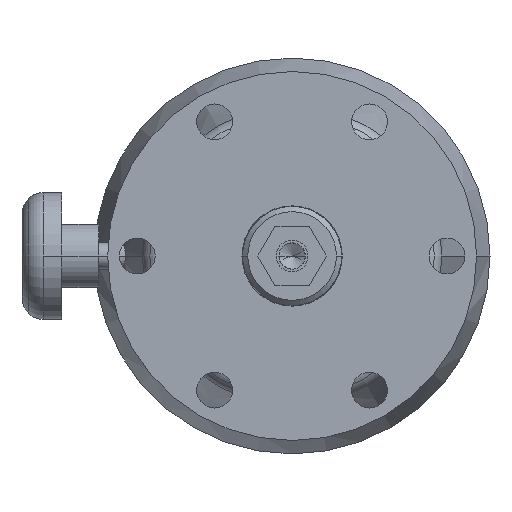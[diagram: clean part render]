
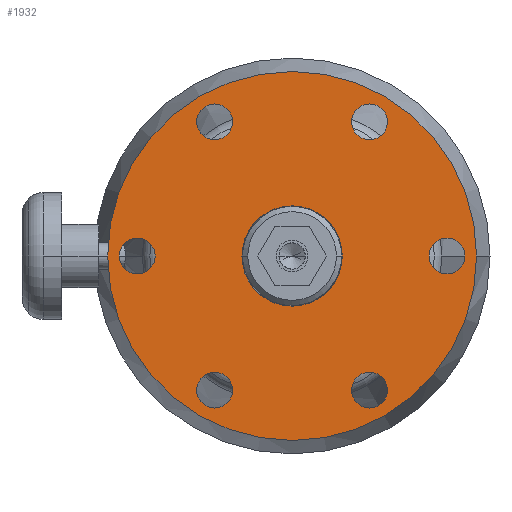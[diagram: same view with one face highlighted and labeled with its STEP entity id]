
A CAD part, left-side view. The second image highlights one B-rep face of the part: STEP entity #1932.
In plain terms, the highlighted planar face has unit normal (-1, 0, 0).
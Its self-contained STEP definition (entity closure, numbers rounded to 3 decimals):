
#181=CARTESIAN_POINT('',(-355.,0.,0.));
#182=DIRECTION('',(1.,0.,0.));
#183=DIRECTION('',(0.,-1.,0.));
#184=AXIS2_PLACEMENT_3D('',#181,#182,#183);
#186=CARTESIAN_POINT('',(-355.,0.,0.));
#187=DIRECTION('',(1.,0.,0.));
#188=DIRECTION('',(0.,1.,0.));
#189=AXIS2_PLACEMENT_3D('',#186,#187,#188);
#191=CARTESIAN_POINT('',(-355.,29.35,0.));
#192=DIRECTION('',(-1.,0.,0.));
#193=DIRECTION('',(0.,0.,-1.));
#194=AXIS2_PLACEMENT_3D('',#191,#192,#193);
#196=CARTESIAN_POINT('',(-355.,29.35,0.));
#197=DIRECTION('',(-1.,0.,0.));
#198=DIRECTION('',(0.,0.,1.));
#199=AXIS2_PLACEMENT_3D('',#196,#197,#198);
#201=CARTESIAN_POINT('',(-355.,-14.675,25.418));
#202=DIRECTION('',(-1.,0.,0.));
#203=DIRECTION('',(0.,0.866,0.5));
#204=AXIS2_PLACEMENT_3D('',#201,#202,#203);
#206=CARTESIAN_POINT('',(-355.,-14.675,25.418));
#207=DIRECTION('',(-1.,0.,0.));
#208=DIRECTION('',(0.,-0.866,-0.5));
#209=AXIS2_PLACEMENT_3D('',#206,#207,#208);
#211=CARTESIAN_POINT('',(-355.,14.675,25.418));
#212=DIRECTION('',(-1.,0.,0.));
#213=DIRECTION('',(0.,0.866,-0.5));
#214=AXIS2_PLACEMENT_3D('',#211,#212,#213);
#216=CARTESIAN_POINT('',(-355.,14.675,25.418));
#217=DIRECTION('',(-1.,0.,0.));
#218=DIRECTION('',(0.,-0.866,0.5));
#219=AXIS2_PLACEMENT_3D('',#216,#217,#218);
#221=CARTESIAN_POINT('',(-355.,-29.35,0.));
#222=DIRECTION('',(-1.,0.,0.));
#223=DIRECTION('',(0.,0.,1.));
#224=AXIS2_PLACEMENT_3D('',#221,#222,#223);
#226=CARTESIAN_POINT('',(-355.,-29.35,0.));
#227=DIRECTION('',(-1.,0.,0.));
#228=DIRECTION('',(0.,0.,-1.));
#229=AXIS2_PLACEMENT_3D('',#226,#227,#228);
#231=CARTESIAN_POINT('',(-355.,-14.675,-25.418));
#232=DIRECTION('',(-1.,0.,0.));
#233=DIRECTION('',(0.,-0.866,0.5));
#234=AXIS2_PLACEMENT_3D('',#231,#232,#233);
#236=CARTESIAN_POINT('',(-355.,-14.675,-25.418));
#237=DIRECTION('',(-1.,0.,0.));
#238=DIRECTION('',(0.,0.866,-0.5));
#239=AXIS2_PLACEMENT_3D('',#236,#237,#238);
#241=CARTESIAN_POINT('',(-355.,14.675,-25.418));
#242=DIRECTION('',(-1.,0.,0.));
#243=DIRECTION('',(0.,-0.866,-0.5));
#244=AXIS2_PLACEMENT_3D('',#241,#242,#243);
#246=CARTESIAN_POINT('',(-355.,14.675,-25.418));
#247=DIRECTION('',(-1.,0.,0.));
#248=DIRECTION('',(0.,0.866,0.5));
#249=AXIS2_PLACEMENT_3D('',#246,#247,#248);
#251=CARTESIAN_POINT('',(-355.,0.,0.));
#252=DIRECTION('',(-1.,0.,0.));
#253=DIRECTION('',(0.,1.,0.));
#254=AXIS2_PLACEMENT_3D('',#251,#252,#253);
#256=CARTESIAN_POINT('',(-355.,0.,0.));
#257=DIRECTION('',(-1.,0.,0.));
#258=DIRECTION('',(0.,-1.,0.));
#259=AXIS2_PLACEMENT_3D('',#256,#257,#258);
#1561=CARTESIAN_POINT('',(-355.,34.95,0.));
#1562=VERTEX_POINT('',#1561);
#1563=CARTESIAN_POINT('',(-355.,-34.95,0.));
#1564=VERTEX_POINT('',#1563);
#1565=CARTESIAN_POINT('',(-355.,9.5,0.));
#1566=CARTESIAN_POINT('',(-355.,-9.5,0.));
#1567=VERTEX_POINT('',#1565);
#1568=VERTEX_POINT('',#1566);
#1569=CARTESIAN_POINT('',(-355.,29.35,-3.4));
#1570=CARTESIAN_POINT('',(-355.,29.35,3.4));
#1571=VERTEX_POINT('',#1569);
#1572=VERTEX_POINT('',#1570);
#1573=CARTESIAN_POINT('',(-355.,-11.731,27.118));
#1574=CARTESIAN_POINT('',(-355.,-17.619,23.718));
#1575=VERTEX_POINT('',#1573);
#1576=VERTEX_POINT('',#1574);
#1577=CARTESIAN_POINT('',(-355.,17.619,23.718));
#1578=CARTESIAN_POINT('',(-355.,11.731,27.118));
#1579=VERTEX_POINT('',#1577);
#1580=VERTEX_POINT('',#1578);
#1581=CARTESIAN_POINT('',(-355.,-29.35,3.4));
#1582=CARTESIAN_POINT('',(-355.,-29.35,-3.4));
#1583=VERTEX_POINT('',#1581);
#1584=VERTEX_POINT('',#1582);
#1585=CARTESIAN_POINT('',(-355.,-17.619,-23.718));
#1586=CARTESIAN_POINT('',(-355.,-11.731,-27.118));
#1587=VERTEX_POINT('',#1585);
#1588=VERTEX_POINT('',#1586);
#1589=CARTESIAN_POINT('',(-355.,11.731,-27.118));
#1590=CARTESIAN_POINT('',(-355.,17.619,-23.718));
#1591=VERTEX_POINT('',#1589);
#1592=VERTEX_POINT('',#1590);
#1881=CARTESIAN_POINT('',(-355.,0.,0.001));
#1882=DIRECTION('',(1.,0.,0.));
#1883=DIRECTION('',(0.,0.,1.));
#1884=AXIS2_PLACEMENT_3D('',#1881,#1882,#1883);
#1885=PLANE('',#1884);
#1886=ORIENTED_EDGE('',*,*,#1875,.T.);
#1887=ORIENTED_EDGE('',*,*,#1861,.T.);
#1888=EDGE_LOOP('',(#1886,#1887));
#1889=FACE_OUTER_BOUND('',#1888,.F.);
#1891=ORIENTED_EDGE('',*,*,#1890,.T.);
#1893=ORIENTED_EDGE('',*,*,#1892,.T.);
#1894=EDGE_LOOP('',(#1891,#1893));
#1895=FACE_BOUND('',#1894,.F.);
#1897=ORIENTED_EDGE('',*,*,#1896,.T.);
#1899=ORIENTED_EDGE('',*,*,#1898,.T.);
#1900=EDGE_LOOP('',(#1897,#1899));
#1901=FACE_BOUND('',#1900,.F.);
#1903=ORIENTED_EDGE('',*,*,#1902,.T.);
#1905=ORIENTED_EDGE('',*,*,#1904,.T.);
#1906=EDGE_LOOP('',(#1903,#1905));
#1907=FACE_BOUND('',#1906,.F.);
#1909=ORIENTED_EDGE('',*,*,#1908,.T.);
#1911=ORIENTED_EDGE('',*,*,#1910,.T.);
#1912=EDGE_LOOP('',(#1909,#1911));
#1913=FACE_BOUND('',#1912,.F.);
#1915=ORIENTED_EDGE('',*,*,#1914,.T.);
#1917=ORIENTED_EDGE('',*,*,#1916,.T.);
#1918=EDGE_LOOP('',(#1915,#1917));
#1919=FACE_BOUND('',#1918,.F.);
#1921=ORIENTED_EDGE('',*,*,#1920,.T.);
#1923=ORIENTED_EDGE('',*,*,#1922,.T.);
#1924=EDGE_LOOP('',(#1921,#1923));
#1925=FACE_BOUND('',#1924,.F.);
#1927=ORIENTED_EDGE('',*,*,#1926,.T.);
#1929=ORIENTED_EDGE('',*,*,#1928,.T.);
#1930=EDGE_LOOP('',(#1927,#1929));
#1931=FACE_BOUND('',#1930,.F.);
#1932=ADVANCED_FACE('',(#1889,#1895,#1901,#1907,#1913,#1919,#1925,#1931),#1885,
.F.);
#185=CIRCLE('',#184,34.95);
#190=CIRCLE('',#189,34.95);
#195=CIRCLE('',#194,3.4);
#200=CIRCLE('',#199,3.4);
#205=CIRCLE('',#204,3.4);
#210=CIRCLE('',#209,3.4);
#215=CIRCLE('',#214,3.4);
#220=CIRCLE('',#219,3.4);
#225=CIRCLE('',#224,3.4);
#230=CIRCLE('',#229,3.4);
#235=CIRCLE('',#234,3.4);
#240=CIRCLE('',#239,3.4);
#245=CIRCLE('',#244,3.4);
#250=CIRCLE('',#249,3.4);
#255=CIRCLE('',#254,9.5);
#260=CIRCLE('',#259,9.5);
#1861=EDGE_CURVE('',#1562,#1564,#190,.T.);
#1875=EDGE_CURVE('',#1564,#1562,#185,.T.);
#1890=EDGE_CURVE('',#1571,#1572,#195,.T.);
#1892=EDGE_CURVE('',#1572,#1571,#200,.T.);
#1896=EDGE_CURVE('',#1575,#1576,#205,.T.);
#1898=EDGE_CURVE('',#1576,#1575,#210,.T.);
#1902=EDGE_CURVE('',#1579,#1580,#215,.T.);
#1904=EDGE_CURVE('',#1580,#1579,#220,.T.);
#1908=EDGE_CURVE('',#1583,#1584,#225,.T.);
#1910=EDGE_CURVE('',#1584,#1583,#230,.T.);
#1914=EDGE_CURVE('',#1587,#1588,#235,.T.);
#1916=EDGE_CURVE('',#1588,#1587,#240,.T.);
#1920=EDGE_CURVE('',#1591,#1592,#245,.T.);
#1922=EDGE_CURVE('',#1592,#1591,#250,.T.);
#1926=EDGE_CURVE('',#1567,#1568,#255,.T.);
#1928=EDGE_CURVE('',#1568,#1567,#260,.T.);
